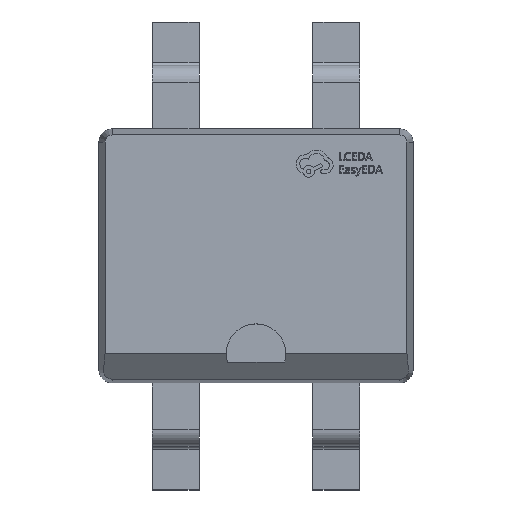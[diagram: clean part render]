
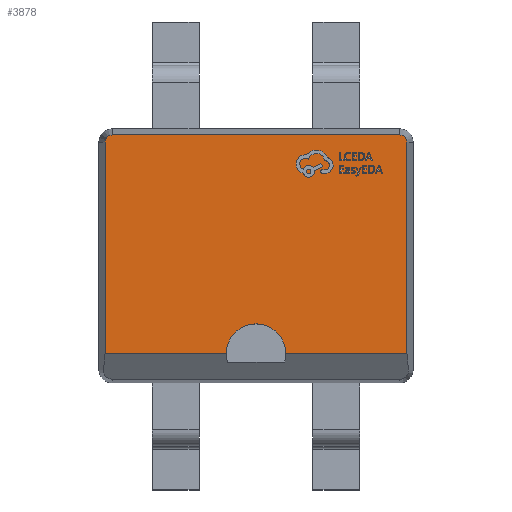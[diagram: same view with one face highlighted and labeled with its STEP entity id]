
A CAD part, top view. The second image highlights one B-rep face of the part: STEP entity #3878.
In plain terms, the highlighted planar face has unit normal (0, 0, 1).
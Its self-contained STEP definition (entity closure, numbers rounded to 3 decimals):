
#637 = VECTOR ( 'NONE', #7805, 1000. ) ;
#1124 = DIRECTION ( 'NONE',  ( 1., 0., 0. ) ) ;
#1208 = CARTESIAN_POINT ( 'NONE',  ( 2.258, -1.463, 0.875 ) ) ;
#1828 = DIRECTION ( 'NONE',  ( 1., 0., 0. ) ) ;
#2081 = DIRECTION ( 'NONE',  ( 0., 0., 1. ) ) ;
#2099 = CARTESIAN_POINT ( 'NONE',  ( -2.15, 1.7, 0.875 ) ) ;
#2420 = LINE ( 'NONE', #10138, #637 ) ;
#3120 = ORIENTED_EDGE ( 'NONE', *, *, #12782, .T. ) ;
#3140 = FACE_OUTER_BOUND ( 'NONE', #8443, .T. ) ;
#3555 = LINE ( 'NONE', #16861, #15994 ) ;
#3702 = CARTESIAN_POINT ( 'NONE',  ( -2.258, 1.7, 0.875 ) ) ;
#3717 = CARTESIAN_POINT ( 'NONE',  ( -0.445, -1.463, 0.875 ) ) ;
#3815 = CARTESIAN_POINT ( 'NONE',  ( 2.15, -1.463, 0.875 ) ) ;
#3878 = ADVANCED_FACE ( 'NONE', ( #3140 ), #4477, .T. ) ;
#4477 = PLANE ( 'NONE',  #7190 ) ;
#4485 = VERTEX_POINT ( 'NONE', #17512 ) ;
#4496 = VECTOR ( 'NONE', #7721, 1000. ) ;
#4718 = LINE ( 'NONE', #16782, #7684 ) ;
#4971 = CIRCLE ( 'NONE', #11778, 0.108 ) ;
#5144 = LINE ( 'NONE', #3815, #7816 ) ;
#5152 = DIRECTION ( 'NONE',  ( 1., 0., 0. ) ) ;
#5453 = LINE ( 'NONE', #15697, #4496 ) ;
#6176 = CIRCLE ( 'NONE', #16672, 0.445 ) ;
#6237 = CIRCLE ( 'NONE', #15863, 0.108 ) ;
#6293 = EDGE_CURVE ( 'NONE', #12377, #4485, #5453, .T. ) ;
#6341 = EDGE_CURVE ( 'NONE', #16807, #8231, #6176, .T. ) ;
#7190 = AXIS2_PLACEMENT_3D ( 'NONE', #12450, #8636, #1828 ) ;
#7541 = CARTESIAN_POINT ( 'NONE',  ( 0., -1.463, 0.875 ) ) ;
#7684 = VECTOR ( 'NONE', #10301, 1000. ) ;
#7721 = DIRECTION ( 'NONE',  ( 0., 1., 0. ) ) ;
#7805 = DIRECTION ( 'NONE',  ( 1., 0., 0. ) ) ;
#7816 = VECTOR ( 'NONE', #9217, 1000. ) ;
#8231 = VERTEX_POINT ( 'NONE', #3717 ) ;
#8361 = EDGE_CURVE ( 'NONE', #11362, #9464, #6237, .T. ) ;
#8443 = EDGE_LOOP ( 'NONE', ( #13828, #3120, #16047, #9560, #17207, #10281, #8830, #15498 ) ) ;
#8636 = DIRECTION ( 'NONE',  ( 0., 0., 1. ) ) ;
#8673 = EDGE_CURVE ( 'NONE', #8784, #8231, #2420, .T. ) ;
#8784 = VERTEX_POINT ( 'NONE', #14980 ) ;
#8830 = ORIENTED_EDGE ( 'NONE', *, *, #14647, .T. ) ;
#9217 = DIRECTION ( 'NONE',  ( 1., 0., 0. ) ) ;
#9230 = CARTESIAN_POINT ( 'NONE',  ( 0.445, -1.463, 0.875 ) ) ;
#9464 = VERTEX_POINT ( 'NONE', #3702 ) ;
#9560 = ORIENTED_EDGE ( 'NONE', *, *, #11642, .T. ) ;
#9693 = CARTESIAN_POINT ( 'NONE',  ( 2.15, 1.808, 0.875 ) ) ;
#10138 = CARTESIAN_POINT ( 'NONE',  ( 2.15, -1.463, 0.875 ) ) ;
#10281 = ORIENTED_EDGE ( 'NONE', *, *, #8361, .T. ) ;
#10301 = DIRECTION ( 'NONE',  ( 0., -1., 0. ) ) ;
#10334 = DIRECTION ( 'NONE',  ( 0., 0., 1. ) ) ;
#11331 = EDGE_CURVE ( 'NONE', #13224, #11362, #3555, .T. ) ;
#11362 = VERTEX_POINT ( 'NONE', #14355 ) ;
#11642 = EDGE_CURVE ( 'NONE', #4485, #13224, #4971, .T. ) ;
#11778 = AXIS2_PLACEMENT_3D ( 'NONE', #17085, #10334, #1124 ) ;
#12377 = VERTEX_POINT ( 'NONE', #1208 ) ;
#12450 = CARTESIAN_POINT ( 'NONE',  ( -2.15, -1.7, 0.875 ) ) ;
#12782 = EDGE_CURVE ( 'NONE', #16807, #12377, #5144, .T. ) ;
#12870 = DIRECTION ( 'NONE',  ( -1., 0., 0. ) ) ;
#12990 = DIRECTION ( 'NONE',  ( 1., 0., 0. ) ) ;
#13224 = VERTEX_POINT ( 'NONE', #9693 ) ;
#13828 = ORIENTED_EDGE ( 'NONE', *, *, #6341, .F. ) ;
#14355 = CARTESIAN_POINT ( 'NONE',  ( -2.15, 1.808, 0.875 ) ) ;
#14647 = EDGE_CURVE ( 'NONE', #9464, #8784, #4718, .T. ) ;
#14980 = CARTESIAN_POINT ( 'NONE',  ( -2.258, -1.463, 0.875 ) ) ;
#15498 = ORIENTED_EDGE ( 'NONE', *, *, #8673, .T. ) ;
#15697 = CARTESIAN_POINT ( 'NONE',  ( 2.258, -1.7, 0.875 ) ) ;
#15863 = AXIS2_PLACEMENT_3D ( 'NONE', #2099, #17336, #12990 ) ;
#15994 = VECTOR ( 'NONE', #12870, 1000. ) ;
#16047 = ORIENTED_EDGE ( 'NONE', *, *, #6293, .T. ) ;
#16672 = AXIS2_PLACEMENT_3D ( 'NONE', #7541, #2081, #5152 ) ;
#16782 = CARTESIAN_POINT ( 'NONE',  ( -2.258, 1.7, 0.875 ) ) ;
#16807 = VERTEX_POINT ( 'NONE', #9230 ) ;
#16861 = CARTESIAN_POINT ( 'NONE',  ( 2.15, 1.808, 0.875 ) ) ;
#17085 = CARTESIAN_POINT ( 'NONE',  ( 2.15, 1.7, 0.875 ) ) ;
#17207 = ORIENTED_EDGE ( 'NONE', *, *, #11331, .T. ) ;
#17336 = DIRECTION ( 'NONE',  ( 0., 0., 1. ) ) ;
#17512 = CARTESIAN_POINT ( 'NONE',  ( 2.258, 1.7, 0.875 ) ) ;
